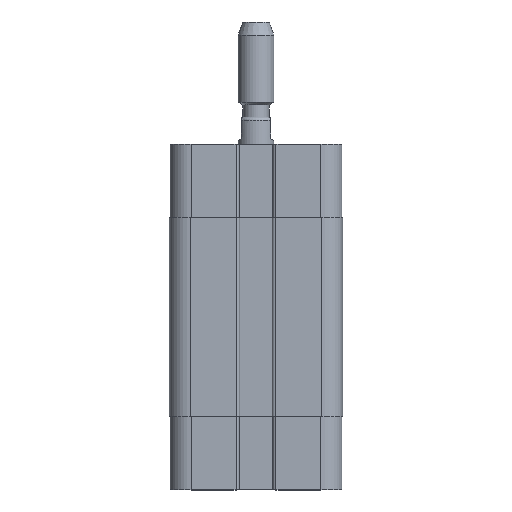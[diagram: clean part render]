
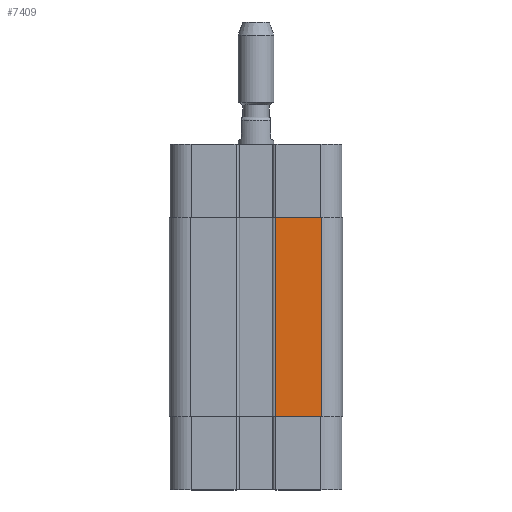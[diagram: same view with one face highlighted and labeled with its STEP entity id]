
A CAD part, top view. The second image highlights one B-rep face of the part: STEP entity #7409.
In plain terms, the highlighted planar face has unit normal (0, 0, 1).
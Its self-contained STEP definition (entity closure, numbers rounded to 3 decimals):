
#4671=CARTESIAN_POINT('',(3.25,16.75,14.525));
#4672=VERTEX_POINT('',#4671);
#4680=CARTESIAN_POINT('',(11.025,16.75,14.525));
#4681=VERTEX_POINT('',#4680);
#4682=CARTESIAN_POINT('',(11.025,16.75,14.525));
#4683=DIRECTION('',(-1.0,0.0,0.0));
#4684=VECTOR('',#4683,7.775);
#4685=LINE('',#4682,#4684);
#4686=EDGE_CURVE('',#4681,#4672,#4685,.T.);
#6992=CARTESIAN_POINT('',(11.025,-16.75,14.525));
#6993=VERTEX_POINT('',#6992);
#7001=CARTESIAN_POINT('',(3.25,-16.75,14.525));
#7002=VERTEX_POINT('',#7001);
#7003=CARTESIAN_POINT('',(3.25,-16.75,14.525));
#7004=DIRECTION('',(1.0,0.0,0.0));
#7005=VECTOR('',#7004,7.775);
#7006=LINE('',#7003,#7005);
#7007=EDGE_CURVE('',#7002,#6993,#7006,.T.);
#7382=CARTESIAN_POINT('',(11.025,16.75,14.525));
#7383=DIRECTION('',(0.0,-1.0,0.0));
#7384=VECTOR('',#7383,33.5);
#7385=LINE('',#7382,#7384);
#7386=EDGE_CURVE('',#4681,#6993,#7385,.T.);
#7393=CARTESIAN_POINT('',(11.025,0.0,14.525));
#7394=DIRECTION('',(0.0,0.0,1.0));
#7395=DIRECTION('',(1.0,0.0,0.0));
#7396=AXIS2_PLACEMENT_3D('',#7393,#7394,#7395);
#7397=PLANE('',#7396);
#7398=ORIENTED_EDGE('',*,*,#4686,.T.);
#7399=CARTESIAN_POINT('',(3.25,16.75,14.525));
#7400=DIRECTION('',(0.0,-1.0,0.0));
#7401=VECTOR('',#7400,33.5);
#7402=LINE('',#7399,#7401);
#7403=EDGE_CURVE('',#4672,#7002,#7402,.T.);
#7404=ORIENTED_EDGE('',*,*,#7403,.T.);
#7405=ORIENTED_EDGE('',*,*,#7007,.T.);
#7406=ORIENTED_EDGE('',*,*,#7386,.F.);
#7407=EDGE_LOOP('',(#7398,#7404,#7405,#7406));
#7408=FACE_OUTER_BOUND('',#7407,.T.);
#7409=ADVANCED_FACE('',(#7408),#7397,.T.);
